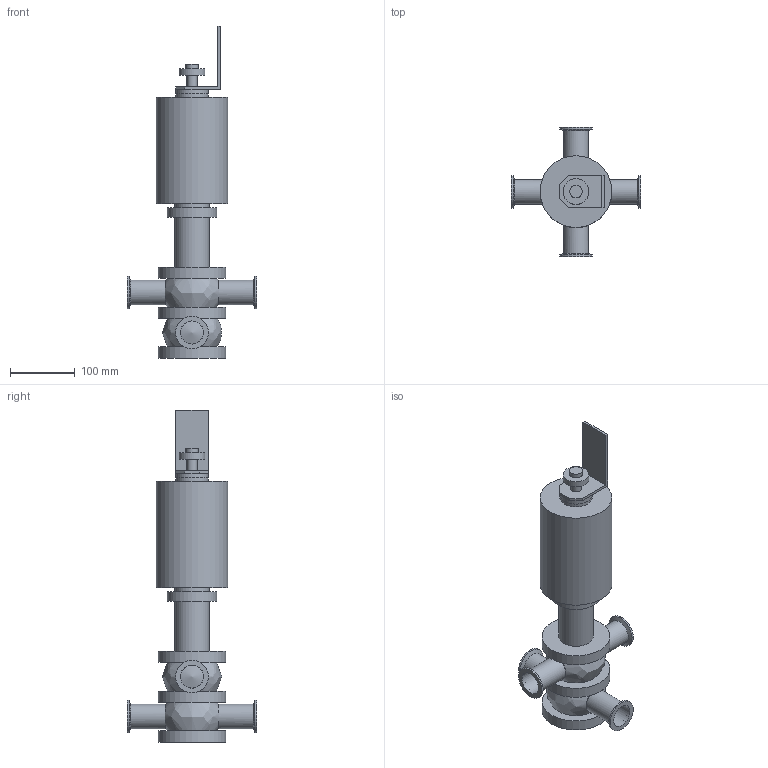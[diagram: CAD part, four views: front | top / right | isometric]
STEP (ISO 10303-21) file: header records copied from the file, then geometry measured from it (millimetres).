
FILE_DESCRIPTION(/* description */ (''),/* implementation_level */ '2;1');
FILE_NAME(/* name */ 'SHC2D_15.stp',/* time_stamp */ '2021-08-23T11:19:29+09:00',/* author */ ('m'),/* organization */ (''),/* preprocessor_version */ 'ST-DEVELOPER v18.1',/* originating_system */ 'Autodesk Inventor 2021',/* authorisation */ '');
FILE_SCHEMA (('AUTOMOTIVE_DESIGN { 1 0 10303 214 3 1 1 }'));
Length unit declared in the file: millimetre
Products named in the file (3): SHC2D_15; SHC2D10MJ000-1P(NM)-CXC-CXC--304-E9D-15; SQLS [SW=0]
Assembly tree (2 placements, depth 2):
  SHC2D_15
    SHC2D10MJ000-1P(NM)-CXC-CXC--304-E9D-15
    SQLS [SW=0]
Bounding box: 200 x 200 x 512.9 mm (x, y, z)
Volume: 2933273.4 mm3; surface area: 255825.3 mm2
Topology: 2 solids, 2 shells, 64 faces, 120 edges, 78 vertices
Faces by surface type: plane 30, cylinder 24, bspline 6, cone 4
Full cylindrical faces by diameter (mm): 16 x1, 19.5 x1, 35.7 x4, 38.1 x4, 40 x1, 50 x2, 50.5 x4, 54 x2, 76 x1, 105 x3, 110.8 x1
Entity records: 2208 total; most frequent: CARTESIAN_POINT 819, DIRECTION 275, ORIENTED_EDGE 240, EDGE_CURVE 120, AXIS2_PLACEMENT_3D 110, EDGE_LOOP 82, VERTEX_POINT 78, FACE_OUTER_BOUND 64
